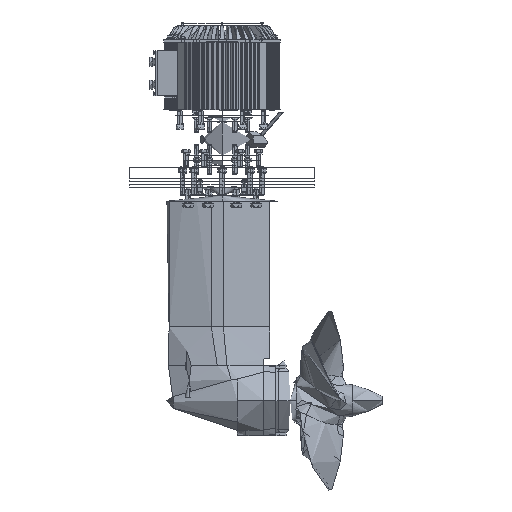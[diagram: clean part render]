
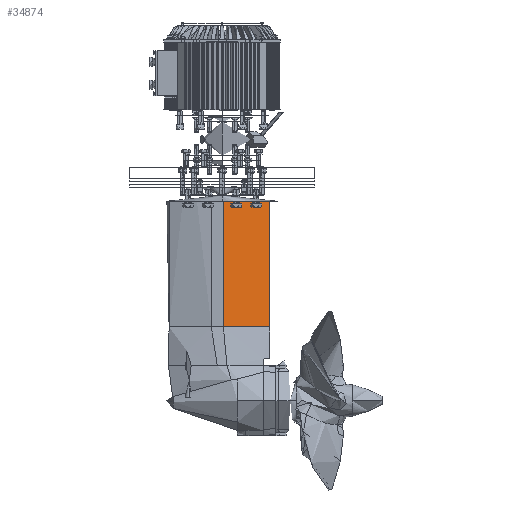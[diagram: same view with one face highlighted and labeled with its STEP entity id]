
A CAD part, left-side view. The second image highlights one B-rep face of the part: STEP entity #34874.
In plain terms, the highlighted free-form (B-spline) face has degree [2, 1] with [9, 2] control points.
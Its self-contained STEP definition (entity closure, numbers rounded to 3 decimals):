
#5381=B_SPLINE_CURVE_WITH_KNOTS('',3,(#267574,#267575,#267576,#267577,#267578),
 .UNSPECIFIED.,.F.,.F.,(4,1,4),(-84.288,-42.144,0.),
 .UNSPECIFIED.);
#34874=ADVANCED_FACE('',(#39863),#110769,.T.);
#39863=FACE_OUTER_BOUND('',#45444,.T.);
#45444=EDGE_LOOP('',(#62195,#62196,#62197,#62198));
#62195=ORIENTED_EDGE('',*,*,#81312,.T.);
#62196=ORIENTED_EDGE('',*,*,#81292,.F.);
#62197=ORIENTED_EDGE('',*,*,#81313,.T.);
#62198=ORIENTED_EDGE('',*,*,#81316,.T.);
#81292=EDGE_CURVE('',#106549,#106550,#92775,.T.);
#81312=EDGE_CURVE('',#106573,#106550,#92792,.T.);
#81313=EDGE_CURVE('',#106549,#106574,#92793,.T.);
#81316=EDGE_CURVE('',#106574,#106573,#5381,.T.);
#92775=(
BOUNDED_CURVE()
B_SPLINE_CURVE(2,(#267483,#267484,#267485),.UNSPECIFIED.,.F.,.F.)
B_SPLINE_CURVE_WITH_KNOTS((3,3),(-84.288,0.),.UNSPECIFIED.)
CURVE()
GEOMETRIC_REPRESENTATION_ITEM()
RATIONAL_B_SPLINE_CURVE((1.,0.978,1.))
REPRESENTATION_ITEM('')
);
#92792=(
BOUNDED_CURVE()
B_SPLINE_CURVE(1,(#267562,#267563),.UNSPECIFIED.,.F.,.F.)
B_SPLINE_CURVE_WITH_KNOTS((2,2),(-222.,0.),.UNSPECIFIED.)
CURVE()
GEOMETRIC_REPRESENTATION_ITEM()
RATIONAL_B_SPLINE_CURVE((1.,1.))
REPRESENTATION_ITEM('')
);
#92793=(
BOUNDED_CURVE()
B_SPLINE_CURVE(1,(#267564,#267565),.UNSPECIFIED.,.F.,.F.)
B_SPLINE_CURVE_WITH_KNOTS((2,2),(-222.,0.),.UNSPECIFIED.)
CURVE()
GEOMETRIC_REPRESENTATION_ITEM()
RATIONAL_B_SPLINE_CURVE((1.,1.))
REPRESENTATION_ITEM('')
);
#106549=VERTEX_POINT('',#267196);
#106550=VERTEX_POINT('',#267197);
#106573=VERTEX_POINT('',#267220);
#106574=VERTEX_POINT('',#267221);
#110769=(
BOUNDED_SURFACE()
B_SPLINE_SURFACE(2,1,((#265589,#265590),(#265591,#265592),(#265593,#265594),
(#265595,#265596),(#265597,#265598),(#265599,#265600),(#265601,#265602),
(#265603,#265604),(#265605,#265606)),.UNSPECIFIED.,.T.,.F.,.F.)
B_SPLINE_SURFACE_WITH_KNOTS((3,2,2,2,3),(2,2),(0.,314.159,628.319,
942.478,1256.637),(0.,266.64),.UNSPECIFIED.)
GEOMETRIC_REPRESENTATION_ITEM()
RATIONAL_B_SPLINE_SURFACE(((1.,1.),(0.707,0.707),
(1.,1.),(0.707,0.707),(1.,1.),(0.707,
0.707),(1.,1.),(0.707,0.707),(1.,1.)))
REPRESENTATION_ITEM('')
SURFACE()
);
#265589=CARTESIAN_POINT('',(180.,-299.685,-104.32));
#265590=CARTESIAN_POINT('',(180.,-299.685,162.32));
#265591=CARTESIAN_POINT('',(380.,-299.685,-104.32));
#265592=CARTESIAN_POINT('',(380.,-299.685,162.32));
#265593=CARTESIAN_POINT('',(380.,-99.685,-104.32));
#265594=CARTESIAN_POINT('',(380.,-99.685,162.32));
#265595=CARTESIAN_POINT('',(380.,100.315,-104.32));
#265596=CARTESIAN_POINT('',(380.,100.315,162.32));
#265597=CARTESIAN_POINT('',(180.,100.315,-104.32));
#265598=CARTESIAN_POINT('',(180.,100.315,162.32));
#265599=CARTESIAN_POINT('',(-20.,100.315,-104.32));
#265600=CARTESIAN_POINT('',(-20.,100.315,162.32));
#265601=CARTESIAN_POINT('',(-20.,-99.685,-104.32));
#265602=CARTESIAN_POINT('',(-20.,-99.685,162.32));
#265603=CARTESIAN_POINT('',(-20.,-299.685,-104.32));
#265604=CARTESIAN_POINT('',(-20.,-299.685,162.32));
#265605=CARTESIAN_POINT('',(180.,-299.685,-104.32));
#265606=CARTESIAN_POINT('',(180.,-299.685,162.32));
#267196=CARTESIAN_POINT('',(-20.,-99.685,140.));
#267197=CARTESIAN_POINT('',(-2.5,-181.5,140.));
#267220=CARTESIAN_POINT('',(-2.5,-181.5,-82.));
#267221=CARTESIAN_POINT('',(-20.,-99.685,-82.));
#267483=CARTESIAN_POINT('',(-20.,-99.685,140.));
#267484=CARTESIAN_POINT('',(-20.,-142.464,140.));
#267485=CARTESIAN_POINT('',(-2.5,-181.5,140.));
#267562=CARTESIAN_POINT('',(-2.5,-181.5,-82.));
#267563=CARTESIAN_POINT('',(-2.5,-181.5,140.));
#267564=CARTESIAN_POINT('',(-20.,-99.685,140.));
#267565=CARTESIAN_POINT('',(-20.,-99.685,-82.));
#267574=CARTESIAN_POINT('',(-20.,-99.685,-82.));
#267575=CARTESIAN_POINT('',(-20.,-113.733,-82.));
#267576=CARTESIAN_POINT('',(-17.029,-141.828,-82.));
#267577=CARTESIAN_POINT('',(-8.247,-168.681,-82.));
#267578=CARTESIAN_POINT('',(-2.5,-181.5,-82.));
